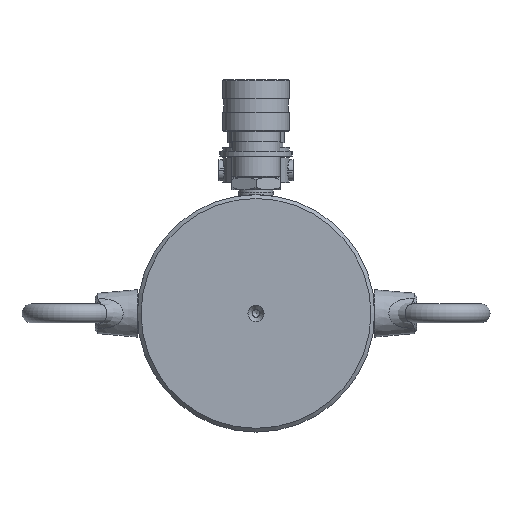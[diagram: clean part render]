
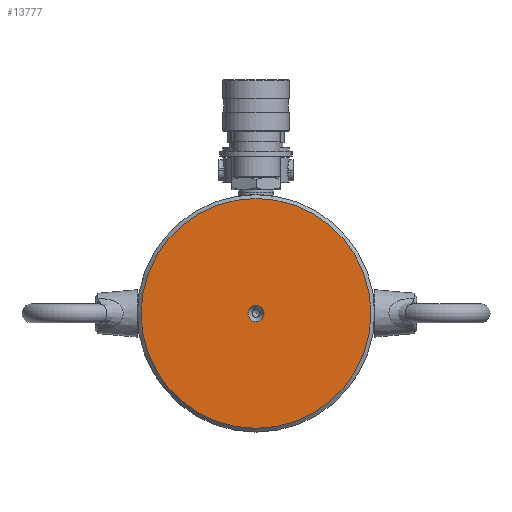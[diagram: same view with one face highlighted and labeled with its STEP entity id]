
A CAD part, front view. The second image highlights one B-rep face of the part: STEP entity #13777.
In plain terms, the highlighted planar face has unit normal (0, -1, 0).
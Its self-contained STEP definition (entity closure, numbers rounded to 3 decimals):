
#185 = CARTESIAN_POINT ( 'NONE',  ( 0., 0., 60.5 ) ) ;
#2282 = CIRCLE ( 'NONE', #12573, 60.5 ) ;
#3317 = CIRCLE ( 'NONE', #17053, 4.25 ) ;
#3530 = DIRECTION ( 'NONE',  ( 0., 0., -1. ) ) ;
#3798 = DIRECTION ( 'NONE',  ( 0., 1., 0. ) ) ;
#4770 = VERTEX_POINT ( 'NONE', #185 ) ;
#5291 = DIRECTION ( 'NONE',  ( 0., -1., 0. ) ) ;
#6341 = EDGE_LOOP ( 'NONE', ( #19025 ) ) ;
#6988 = DIRECTION ( 'NONE',  ( 0., 0., 1. ) ) ;
#7069 = PLANE ( 'NONE',  #21745 ) ;
#10643 = CARTESIAN_POINT ( 'NONE',  ( 0., 0., 0. ) ) ;
#11153 = FACE_BOUND ( 'NONE', #18829, .T. ) ;
#12573 = AXIS2_PLACEMENT_3D ( 'NONE', #17338, #5291, #6988 ) ;
#13777 = ADVANCED_FACE ( 'NONE', ( #11153, #18327 ), #7069, .F. ) ;
#14014 = CARTESIAN_POINT ( 'NONE',  ( 0., 0., 0. ) ) ;
#17053 = AXIS2_PLACEMENT_3D ( 'NONE', #14014, #20727, #3530 ) ;
#17338 = CARTESIAN_POINT ( 'NONE',  ( 0., 0., 0. ) ) ;
#17838 = EDGE_CURVE ( 'NONE', #4770, #4770, #2282, .T. ) ;
#18327 = FACE_OUTER_BOUND ( 'NONE', #6341, .T. ) ;
#18829 = EDGE_LOOP ( 'NONE', ( #20620 ) ) ;
#19025 = ORIENTED_EDGE ( 'NONE', *, *, #17838, .T. ) ;
#19122 = DIRECTION ( 'NONE',  ( 0., 0., 1. ) ) ;
#19229 = EDGE_CURVE ( 'NONE', #21214, #21214, #3317, .T. ) ;
#20620 = ORIENTED_EDGE ( 'NONE', *, *, #19229, .F. ) ;
#20727 = DIRECTION ( 'NONE',  ( 0., -1., 0. ) ) ;
#21214 = VERTEX_POINT ( 'NONE', #21906 ) ;
#21745 = AXIS2_PLACEMENT_3D ( 'NONE', #10643, #3798, #19122 ) ;
#21906 = CARTESIAN_POINT ( 'NONE',  ( 0., 0., -4.25 ) ) ;
